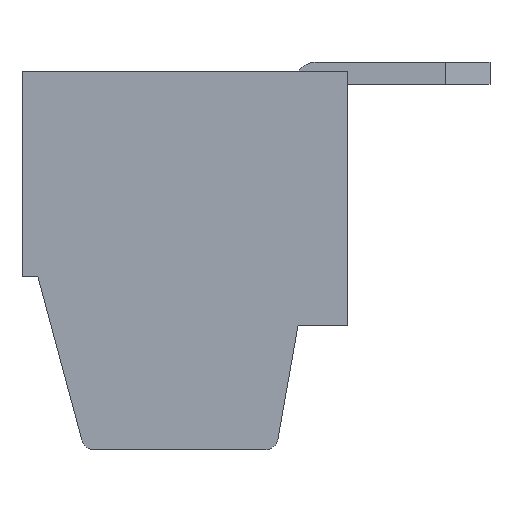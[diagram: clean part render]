
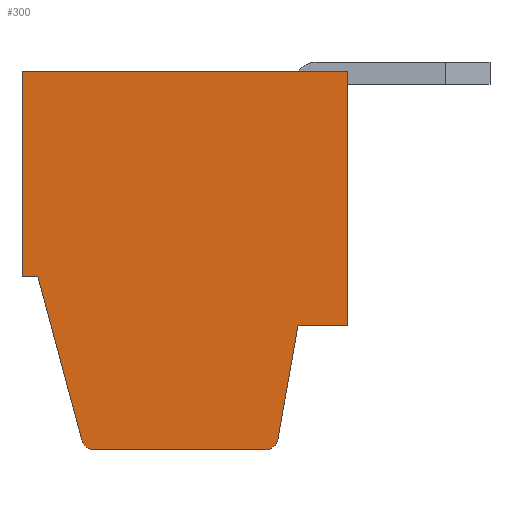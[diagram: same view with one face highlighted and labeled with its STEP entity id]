
A CAD part, left-side view. The second image highlights one B-rep face of the part: STEP entity #300.
In plain terms, the highlighted planar face has unit normal (-1, 0, 0).
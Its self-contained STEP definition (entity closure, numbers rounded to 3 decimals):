
#300 = ADVANCED_FACE( '', ( #727 ), #728, .T. );
#727 = FACE_OUTER_BOUND( '', #1300, .T. );
#728 = PLANE( '', #1301 );
#1300 = EDGE_LOOP( '', ( #2124, #2125, #2126, #2127, #2128, #2129, #2130, #2131, #2132, #2133 ) );
#1301 = AXIS2_PLACEMENT_3D( '', #2134, #2135, #2136 );
#2124 = ORIENTED_EDGE( '', *, *, #3240, .T. );
#2125 = ORIENTED_EDGE( '', *, *, #3168, .T. );
#2126 = ORIENTED_EDGE( '', *, *, #3410, .T. );
#2127 = ORIENTED_EDGE( '', *, *, #3194, .T. );
#2128 = ORIENTED_EDGE( '', *, *, #3411, .T. );
#2129 = ORIENTED_EDGE( '', *, *, #3370, .T. );
#2130 = ORIENTED_EDGE( '', *, *, #3412, .T. );
#2131 = ORIENTED_EDGE( '', *, *, #3413, .T. );
#2132 = ORIENTED_EDGE( '', *, *, #3414, .T. );
#2133 = ORIENTED_EDGE( '', *, *, #3415, .T. );
#2134 = CARTESIAN_POINT( '', ( 165.647, 154.734, -4.2 ) );
#2135 = DIRECTION( '', ( -1., 0., 0. ) );
#2136 = DIRECTION( '', ( 0., -1., 0. ) );
#3168 = EDGE_CURVE( '', #3727, #3732, #3734, .T. );
#3194 = EDGE_CURVE( '', #3774, #3779, #3781, .T. );
#3240 = EDGE_CURVE( '', #3858, #3727, #3862, .T. );
#3370 = EDGE_CURVE( '', #4074, #4079, #4081, .T. );
#3410 = EDGE_CURVE( '', #3732, #3774, #4143, .T. );
#3411 = EDGE_CURVE( '', #3779, #4074, #4144, .T. );
#3412 = EDGE_CURVE( '', #4079, #4145, #4146, .T. );
#3413 = EDGE_CURVE( '', #4145, #4147, #4148, .T. );
#3414 = EDGE_CURVE( '', #4147, #4149, #4150, .T. );
#3415 = EDGE_CURVE( '', #4149, #3858, #4151, .T. );
#3727 = VERTEX_POINT( '', #4559 );
#3732 = VERTEX_POINT( '', #4565 );
#3734 = CIRCLE( '', #4568, 0.3 );
#3774 = VERTEX_POINT( '', #4623 );
#3779 = VERTEX_POINT( '', #4629 );
#3781 = CIRCLE( '', #4632, 0.3 );
#3858 = VERTEX_POINT( '', #4730 );
#3862 = LINE( '', #4736, #4737 );
#4074 = VERTEX_POINT( '', #5026 );
#4079 = VERTEX_POINT( '', #5033 );
#4081 = LINE( '', #5036, #5037 );
#4143 = LINE( '', #5124, #5125 );
#4144 = LINE( '', #5126, #5127 );
#4145 = VERTEX_POINT( '', #5128 );
#4146 = LINE( '', #5129, #5130 );
#4147 = VERTEX_POINT( '', #5131 );
#4148 = LINE( '', #5132, #5133 );
#4149 = VERTEX_POINT( '', #5134 );
#4150 = LINE( '', #5135, #5136 );
#4151 = LINE( '', #5137, #5138 );
#4559 = CARTESIAN_POINT( '', ( 165.647, 153.394, -8.278 ) );
#4565 = CARTESIAN_POINT( '', ( 165.647, 153.104, -8.5 ) );
#4568 = AXIS2_PLACEMENT_3D( '', #5711, #5712, #5713 );
#4623 = CARTESIAN_POINT( '', ( 165.647, 149.286, -8.5 ) );
#4629 = CARTESIAN_POINT( '', ( 165.647, 148.991, -8.252 ) );
#4632 = AXIS2_PLACEMENT_3D( '', #5740, #5741, #5742 );
#4730 = CARTESIAN_POINT( '', ( 165.647, 154.379, -4.6 ) );
#4736 = CARTESIAN_POINT( '', ( 165.647, 153.394, -8.278 ) );
#4737 = VECTOR( '', #5805, 1000. );
#5026 = CARTESIAN_POINT( '', ( 165.647, 148.541, -5.7 ) );
#5033 = CARTESIAN_POINT( '', ( 165.647, 147.434, -5.7 ) );
#5036 = CARTESIAN_POINT( '', ( 165.647, 147.434, -5.7 ) );
#5037 = VECTOR( '', #5949, 1000. );
#5124 = CARTESIAN_POINT( '', ( 165.647, 149.286, -8.5 ) );
#5125 = VECTOR( '', #5987, 1000. );
#5126 = CARTESIAN_POINT( '', ( 165.647, 148.541, -5.7 ) );
#5127 = VECTOR( '', #5988, 1000. );
#5128 = CARTESIAN_POINT( '', ( 165.647, 147.434, 0. ) );
#5129 = CARTESIAN_POINT( '', ( 165.647, 147.434, 0. ) );
#5130 = VECTOR( '', #5989, 1000. );
#5131 = CARTESIAN_POINT( '', ( 165.647, 154.734, 0. ) );
#5132 = CARTESIAN_POINT( '', ( 165.647, 154.734, 0. ) );
#5133 = VECTOR( '', #5990, 1000. );
#5134 = CARTESIAN_POINT( '', ( 165.647, 154.734, -4.6 ) );
#5135 = CARTESIAN_POINT( '', ( 165.647, 154.734, -4.6 ) );
#5136 = VECTOR( '', #5991, 1000. );
#5137 = CARTESIAN_POINT( '', ( 165.647, 154.379, -4.6 ) );
#5138 = VECTOR( '', #5992, 1000. );
#5711 = CARTESIAN_POINT( '', ( 165.647, 153.104, -8.2 ) );
#5712 = DIRECTION( '', ( -1., 0., 0. ) );
#5713 = DIRECTION( '', ( 0., -1., 0. ) );
#5740 = CARTESIAN_POINT( '', ( 165.647, 149.286, -8.2 ) );
#5741 = DIRECTION( '', ( -1., 0., 0. ) );
#5742 = DIRECTION( '', ( 0., -1., 0. ) );
#5805 = DIRECTION( '', ( 0., -0.259, -0.966 ) );
#5949 = DIRECTION( '', ( 0., -1., 0. ) );
#5987 = DIRECTION( '', ( 0., -1., 0. ) );
#5988 = DIRECTION( '', ( 0., -0.174, 0.985 ) );
#5989 = DIRECTION( '', ( 0., 0., 1. ) );
#5990 = DIRECTION( '', ( 0., 1., 0. ) );
#5991 = DIRECTION( '', ( 0., 0., -1. ) );
#5992 = DIRECTION( '', ( 0., -1., 0. ) );
